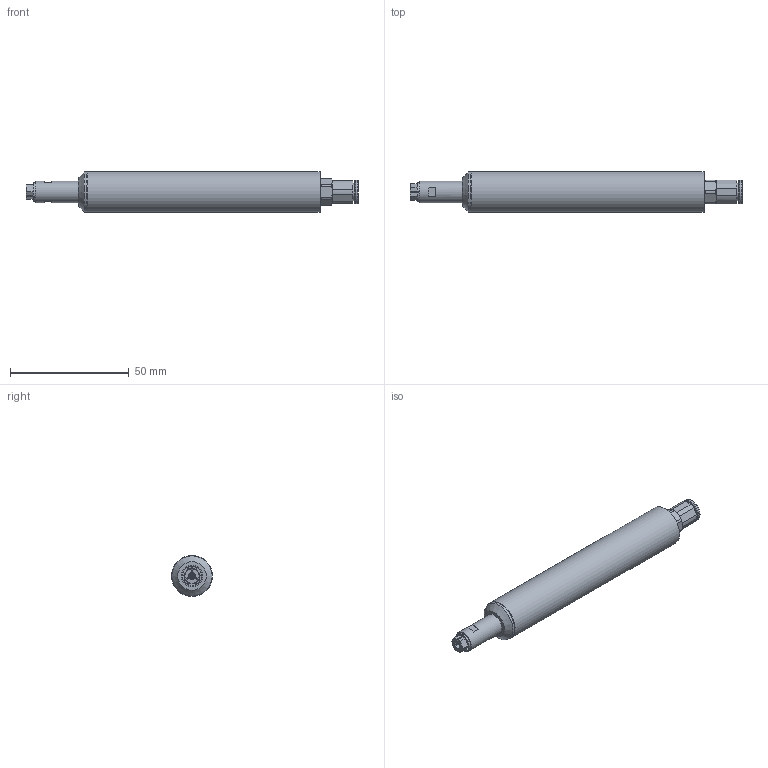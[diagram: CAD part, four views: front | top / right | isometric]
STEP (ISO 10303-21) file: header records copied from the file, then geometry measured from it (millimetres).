
FILE_DESCRIPTION((''),'2;1');
FILE_NAME('ES 852 ZG_29944307.stp','2009-03-13T08:33:41',('rmorof'),(''),'Autodesk Inventor 2008','Autodesk Inventor 2008','');
FILE_SCHEMA(('CONFIG_CONTROL_DESIGN'));
Length unit declared in the file: millimetre
Products named in the file (1): ES 852 ZG_29944307
Bounding box: 139.81 x 17.16 x 17.16 mm (x, y, z)
Volume: 25383.4 mm3; surface area: 7733.2 mm2
Topology: 1 solids, 1 shells, 126 faces, 302 edges, 191 vertices
Faces by surface type: plane 65, cylinder 28, cone 28, bspline 4, torus 1
Full cylindrical faces by diameter (mm): 3 x1, 3.1 x1, 6 x1, 7.2 x1, 9 x1, 9.9 x1, 16 x1, 16.194 x1, 17 x1, 17.2 x1
Entity records: 3654 total; most frequent: CARTESIAN_POINT 785, DIRECTION 559, ORIENTED_EDGE 546, EDGE_CURVE 273, AXIS2_PLACEMENT_3D 226, VERTEX_POINT 182, EDGE_LOOP 159, FACE_OUTER_BOUND 126
